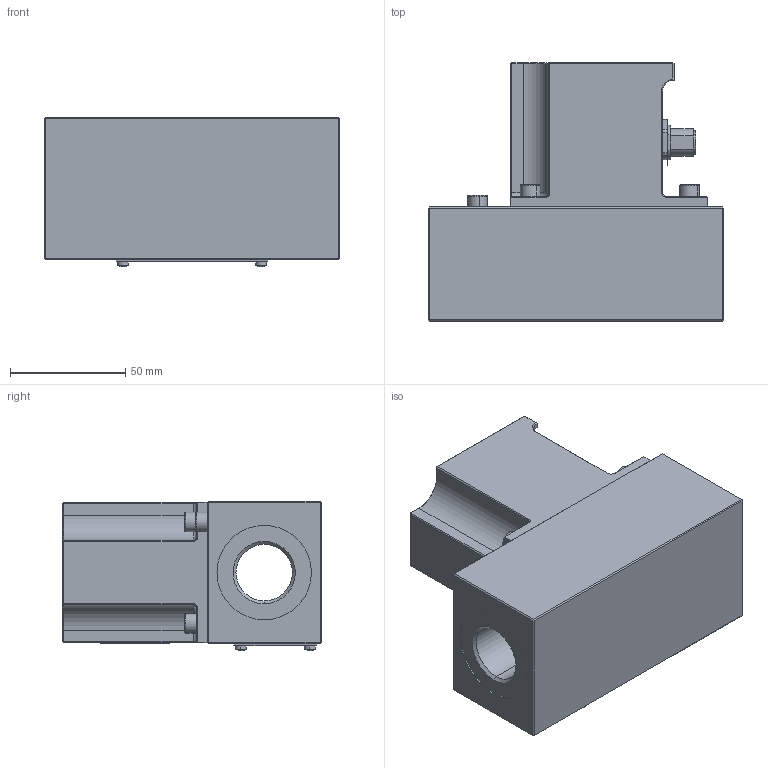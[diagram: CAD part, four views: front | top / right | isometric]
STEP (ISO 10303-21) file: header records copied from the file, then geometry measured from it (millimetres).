
FILE_DESCRIPTION (( 'STEP AP214' ), '1' );
FILE_NAME ('FT11429-04.STEP', '2024-09-27T13:53:15', ( '' ), ( '' ), 'SwSTEP 2.0', 'SolidWorks 2023', '' );
FILE_SCHEMA (( 'AUTOMOTIVE_DESIGN' ));
Length unit declared in the file: millimetre
Products named in the file (1): FT11429-04
Bounding box: 128.5 x 112.3 x 64.93 mm (x, y, z)
Surface area: 66397.7 mm2 (no closed solid volume)
Topology: 0 solids, 25 shells, 350 faces, 959 edges, 615 vertices
Faces by surface type: plane 195, cylinder 85, cone 40, torus 20, sphere 10
Entity records: 10991 total; most frequent: CARTESIAN_POINT 2293, DIRECTION 1871, ORIENTED_EDGE 1632, EDGE_CURVE 931, AXIS2_PLACEMENT_3D 667, VERTEX_POINT 605, VECTOR 537, LINE 537
